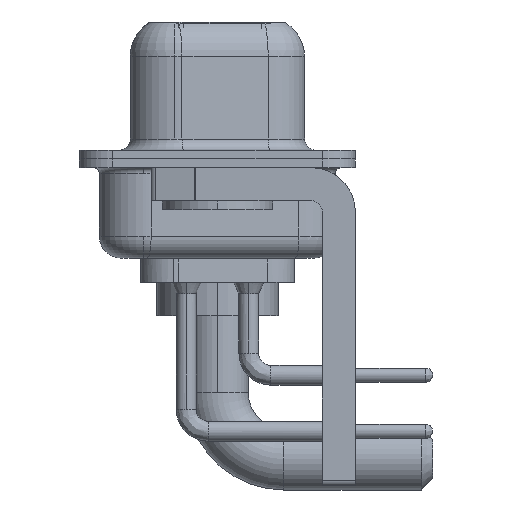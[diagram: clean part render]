
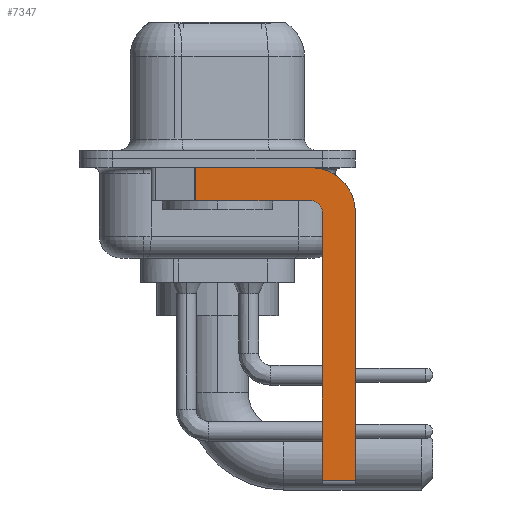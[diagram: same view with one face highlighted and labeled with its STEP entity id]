
A CAD part, left-side view. The second image highlights one B-rep face of the part: STEP entity #7347.
In plain terms, the highlighted planar face has unit normal (-1, 0, 0).
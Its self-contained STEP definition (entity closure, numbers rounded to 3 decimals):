
#532 = CARTESIAN_POINT ( 'NONE',  ( -2.9, 0.978, -1.9 ) ) ;
#714 = CARTESIAN_POINT ( 'NONE',  ( -2.9, -4.25, -1.9 ) ) ;
#882 = CARTESIAN_POINT ( 'NONE',  ( -2.9, -4.25, -2.4 ) ) ;
#1014 = VERTEX_POINT ( 'NONE', #1118 ) ;
#1040 = VERTEX_POINT ( 'NONE', #18981 ) ;
#1118 = CARTESIAN_POINT ( 'NONE',  ( -2.9, -4.25, -0.4 ) ) ;
#1451 = CARTESIAN_POINT ( 'NONE',  ( -2.9, 0.978, -1.9 ) ) ;
#1510 = CARTESIAN_POINT ( 'NONE',  ( -2.9, -4.25, -2.4 ) ) ;
#1864 = EDGE_CURVE ( 'NONE', #15404, #11049, #8658, .T. ) ;
#1986 = DIRECTION ( 'NONE',  ( 0., 0., 1. ) ) ;
#2012 = DIRECTION ( 'NONE',  ( 0., 0., -1. ) ) ;
#2137 = CARTESIAN_POINT ( 'NONE',  ( -2.9, -6.25, -2.4 ) ) ;
#2620 = ORIENTED_EDGE ( 'NONE', *, *, #6056, .F. ) ;
#2755 = LINE ( 'NONE', #18761, #13385 ) ;
#2805 = ORIENTED_EDGE ( 'NONE', *, *, #14455, .T. ) ;
#2851 = VECTOR ( 'NONE', #17301, 1000. ) ;
#3778 = VERTEX_POINT ( 'NONE', #7230 ) ;
#4016 = ORIENTED_EDGE ( 'NONE', *, *, #14338, .F. ) ;
#4242 = CIRCLE ( 'NONE', #10448, 2. ) ;
#4339 = EDGE_CURVE ( 'NONE', #10552, #1014, #14512, .T. ) ;
#4471 = LINE ( 'NONE', #5731, #18037 ) ;
#5400 = DIRECTION ( 'NONE',  ( 0., 0., 1. ) ) ;
#5586 = ORIENTED_EDGE ( 'NONE', *, *, #8809, .T. ) ;
#5726 = DIRECTION ( 'NONE',  ( 0., 0., -1. ) ) ;
#5731 = CARTESIAN_POINT ( 'NONE',  ( -2.9, -4.25, -14.55 ) ) ;
#6016 = FACE_OUTER_BOUND ( 'NONE', #16770, .T. ) ;
#6056 = EDGE_CURVE ( 'NONE', #8322, #15404, #16319, .T. ) ;
#6288 = ORIENTED_EDGE ( 'NONE', *, *, #4339, .F. ) ;
#6428 = CARTESIAN_POINT ( 'NONE',  ( -2.9, -4.75, -2.4 ) ) ;
#6933 = DIRECTION ( 'NONE',  ( 0., 0., -1. ) ) ;
#7230 = CARTESIAN_POINT ( 'NONE',  ( -2.9, -6.25, -2.4 ) ) ;
#7347 = ADVANCED_FACE ( 'NONE', ( #6016 ), #19175, .F. ) ;
#7389 = VERTEX_POINT ( 'NONE', #11652 ) ;
#8322 = VERTEX_POINT ( 'NONE', #6428 ) ;
#8624 = ORIENTED_EDGE ( 'NONE', *, *, #12423, .F. ) ;
#8658 = LINE ( 'NONE', #11405, #2851 ) ;
#8809 = EDGE_CURVE ( 'NONE', #10552, #11049, #15299, .T. ) ;
#9321 = EDGE_CURVE ( 'NONE', #1014, #3778, #4242, .T. ) ;
#10448 = AXIS2_PLACEMENT_3D ( 'NONE', #882, #11601, #6933 ) ;
#10552 = VERTEX_POINT ( 'NONE', #14061 ) ;
#11049 = VERTEX_POINT ( 'NONE', #1451 ) ;
#11405 = CARTESIAN_POINT ( 'NONE',  ( -2.9, -4.25, -1.9 ) ) ;
#11563 = DIRECTION ( 'NONE',  ( 0., -1., 0. ) ) ;
#11601 = DIRECTION ( 'NONE',  ( 1., 0., 0. ) ) ;
#11652 = CARTESIAN_POINT ( 'NONE',  ( -2.9, -6.25, -14.55 ) ) ;
#12423 = EDGE_CURVE ( 'NONE', #1040, #8322, #2755, .T. ) ;
#12830 = DIRECTION ( 'NONE',  ( 0., 0., -1. ) ) ;
#13385 = VECTOR ( 'NONE', #5400, 1000. ) ;
#14061 = CARTESIAN_POINT ( 'NONE',  ( -2.9, 0.978, -0.4 ) ) ;
#14338 = EDGE_CURVE ( 'NONE', #3778, #7389, #15625, .T. ) ;
#14455 = EDGE_CURVE ( 'NONE', #1040, #7389, #4471, .T. ) ;
#14512 = LINE ( 'NONE', #17513, #17749 ) ;
#15299 = LINE ( 'NONE', #532, #17846 ) ;
#15404 = VERTEX_POINT ( 'NONE', #714 ) ;
#15567 = VECTOR ( 'NONE', #12830, 1000. ) ;
#15625 = LINE ( 'NONE', #2137, #15567 ) ;
#15672 = ORIENTED_EDGE ( 'NONE', *, *, #1864, .F. ) ;
#15777 = DIRECTION ( 'NONE',  ( 0., -1., 0. ) ) ;
#16002 = DIRECTION ( 'NONE',  ( 1., 0., 0. ) ) ;
#16319 = CIRCLE ( 'NONE', #17747, 0.5 ) ;
#16643 = CARTESIAN_POINT ( 'NONE',  ( -2.9, -4.25, -2.4 ) ) ;
#16770 = EDGE_LOOP ( 'NONE', ( #6288, #5586, #15672, #2620, #8624, #2805, #4016, #18422 ) ) ;
#17030 = DIRECTION ( 'NONE',  ( -1., 0., 0. ) ) ;
#17301 = DIRECTION ( 'NONE',  ( 0., 1., 0. ) ) ;
#17513 = CARTESIAN_POINT ( 'NONE',  ( -2.9, 3., -0.4 ) ) ;
#17747 = AXIS2_PLACEMENT_3D ( 'NONE', #16643, #17030, #1986 ) ;
#17749 = VECTOR ( 'NONE', #15777, 1000. ) ;
#17846 = VECTOR ( 'NONE', #2012, 1000. ) ;
#18037 = VECTOR ( 'NONE', #11563, 1000. ) ;
#18422 = ORIENTED_EDGE ( 'NONE', *, *, #9321, .F. ) ;
#18761 = CARTESIAN_POINT ( 'NONE',  ( -2.9, -4.75, -14.8 ) ) ;
#18981 = CARTESIAN_POINT ( 'NONE',  ( -2.9, -4.75, -14.55 ) ) ;
#19015 = AXIS2_PLACEMENT_3D ( 'NONE', #1510, #16002, #5726 ) ;
#19175 = PLANE ( 'NONE',  #19015 ) ;
